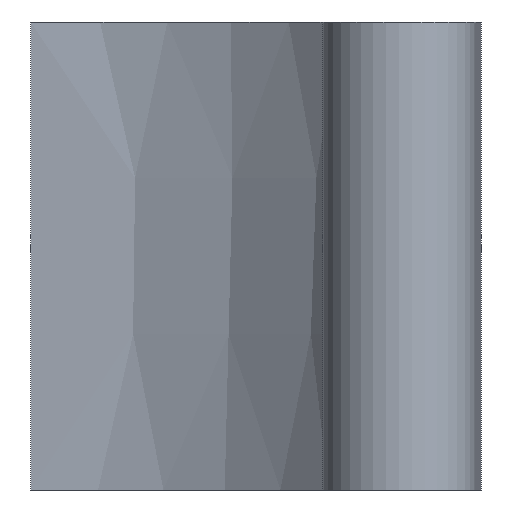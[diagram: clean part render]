
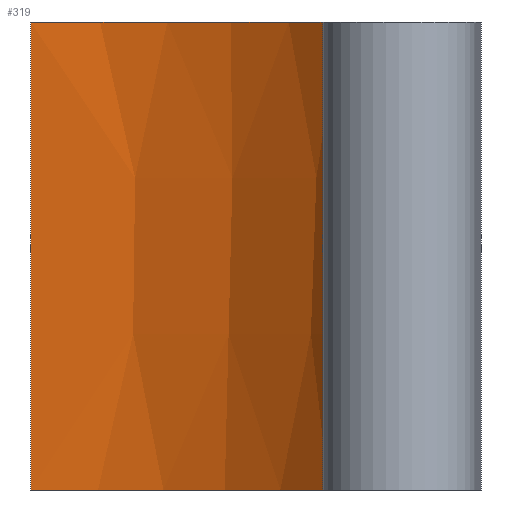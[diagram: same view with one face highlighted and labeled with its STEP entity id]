
A CAD part, front view. The second image highlights one B-rep face of the part: STEP entity #319.
In plain terms, the highlighted conical face has half-angle 2.862 degrees and reference radius 34.5 mm.
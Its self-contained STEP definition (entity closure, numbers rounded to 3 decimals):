
#17=B_SPLINE_CURVE_WITH_KNOTS('',3,(#538,#539,#540,#541,#542,#543,#544,
#545,#546,#547,#548,#549,#550,#551,#552,#553,#554,#555),.UNSPECIFIED.,.F.,
 .F.,(4,2,2,2,2,2,2,2,4),(4.775,4.794,4.89,
4.987,5.18,5.695,6.21,7.241,
8.522),.UNSPECIFIED.);
#18=CONICAL_SURFACE('',#362,34.5,0.05);
#37=FACE_OUTER_BOUND('',#56,.T.);
#56=EDGE_LOOP('',(#246,#247,#248,#249));
#79=LINE('',#534,#103);
#103=VECTOR('',#435,10.);
#126=CIRCLE('',#363,33.5);
#127=CIRCLE('',#364,35.5);
#150=VERTEX_POINT('',#532);
#151=VERTEX_POINT('',#533);
#152=VERTEX_POINT('',#535);
#153=VERTEX_POINT('',#537);
#187=EDGE_CURVE('',#150,#151,#79,.T.);
#188=EDGE_CURVE('',#152,#151,#126,.T.);
#189=EDGE_CURVE('',#152,#153,#17,.T.);
#190=EDGE_CURVE('',#153,#150,#127,.T.);
#246=ORIENTED_EDGE('',*,*,#187,.T.);
#247=ORIENTED_EDGE('',*,*,#188,.F.);
#248=ORIENTED_EDGE('',*,*,#189,.T.);
#249=ORIENTED_EDGE('',*,*,#190,.T.);
#319=ADVANCED_FACE('',(#37),#18,.F.);
#362=AXIS2_PLACEMENT_3D('',#531,#433,#434);
#363=AXIS2_PLACEMENT_3D('',#536,#436,#437);
#364=AXIS2_PLACEMENT_3D('',#556,#438,#439);
#433=DIRECTION('center_axis',(0.,0.,1.));
#434=DIRECTION('ref_axis',(1.,0.,0.));
#435=DIRECTION('',(0.,-0.05,-0.999));
#436=DIRECTION('center_axis',(0.,0.,1.));
#437=DIRECTION('ref_axis',(1.,0.,0.));
#438=DIRECTION('center_axis',(0.,0.,1.));
#439=DIRECTION('ref_axis',(1.,0.,0.));
#531=CARTESIAN_POINT('Origin',(77.,0.,20.));
#532=CARTESIAN_POINT('',(77.,35.5,40.));
#533=CARTESIAN_POINT('',(77.,33.5,0.));
#534=CARTESIAN_POINT('',(77.,34.5,20.));
#535=CARTESIAN_POINT('',(106.4,-16.059,0.));
#536=CARTESIAN_POINT('Origin',(77.,0.,0.));
#537=CARTESIAN_POINT('',(109.147,-15.061,40.));
#538=CARTESIAN_POINT('Ctrl Pts',(106.4,-16.059,0.));
#539=CARTESIAN_POINT('Ctrl Pts',(106.418,-16.033,0.062));
#540=CARTESIAN_POINT('Ctrl Pts',(106.434,-16.011,0.127));
#541=CARTESIAN_POINT('Ctrl Pts',(106.514,-15.901,0.488));
#542=CARTESIAN_POINT('Ctrl Pts',(106.562,-15.845,0.814));
#543=CARTESIAN_POINT('Ctrl Pts',(106.655,-15.741,1.483));
#544=CARTESIAN_POINT('Ctrl Pts',(106.697,-15.699,1.828));
#545=CARTESIAN_POINT('Ctrl Pts',(106.816,-15.585,2.87));
#546=CARTESIAN_POINT('Ctrl Pts',(106.885,-15.528,3.571));
#547=CARTESIAN_POINT('Ctrl Pts',(107.104,-15.361,5.916));
#548=CARTESIAN_POINT('Ctrl Pts',(107.242,-15.282,7.667));
#549=CARTESIAN_POINT('Ctrl Pts',(107.505,-15.154,11.233));
#550=CARTESIAN_POINT('Ctrl Pts',(107.63,-15.107,13.05));
#551=CARTESIAN_POINT('Ctrl Pts',(107.99,-14.999,18.565));
#552=CARTESIAN_POINT('Ctrl Pts',(108.212,-14.97,22.331));
#553=CARTESIAN_POINT('Ctrl Pts',(108.684,-14.962,30.785));
#554=CARTESIAN_POINT('Ctrl Pts',(108.926,-14.998,35.474));
#555=CARTESIAN_POINT('Ctrl Pts',(109.147,-15.061,40.));
#556=CARTESIAN_POINT('Origin',(77.,0.,40.));
